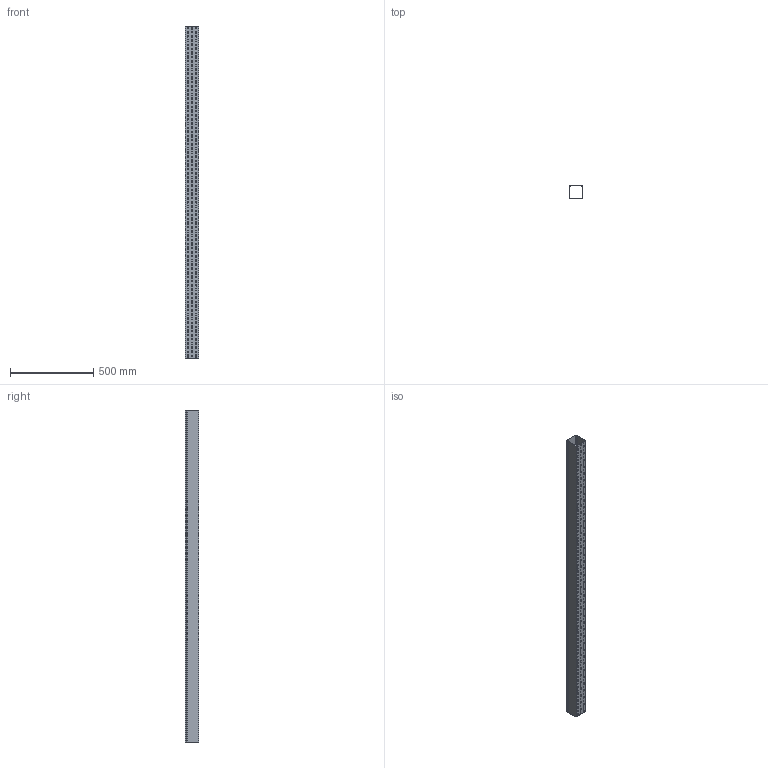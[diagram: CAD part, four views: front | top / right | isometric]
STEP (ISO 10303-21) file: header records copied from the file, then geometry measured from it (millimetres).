
FILE_DESCRIPTION (( 'STEP AP214' ), '1' );
FILE_NAME ('6132642.stp', '2024-09-05T10:53:47', ( '' ), ( '' ), 'SwSTEP 2.0', 'SolidWorks 2022', '' );
FILE_SCHEMA (( 'AUTOMOTIVE_DESIGN' ));
Length unit declared in the file: millimetre
Products named in the file (3): 242252; 242371; 6132642
Assembly tree (2 placements, depth 2):
  6132642
    242371
    242252
Bounding box: 80 x 80 x 2000 mm (x, y, z)
Volume: 1295818.9 mm3; surface area: 1406181.4 mm2
Topology: 2 solids, 2 shells, 1002 faces, 2994 edges, 1996 vertices
Faces by surface type: plane 518, cylinder 484
Entity records: 35016 total; most frequent: CARTESIAN_POINT 5997, ORIENTED_EDGE 5988, DIRECTION 5976, EDGE_CURVE 2994, LINE 2026, VECTOR 2026, VERTEX_POINT 1996, AXIS2_PLACEMENT_3D 1975
